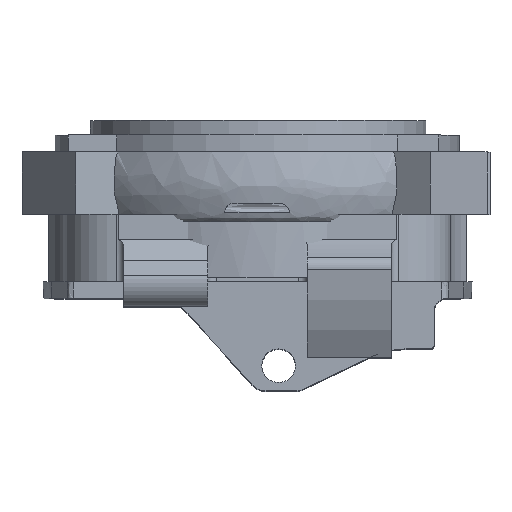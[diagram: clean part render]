
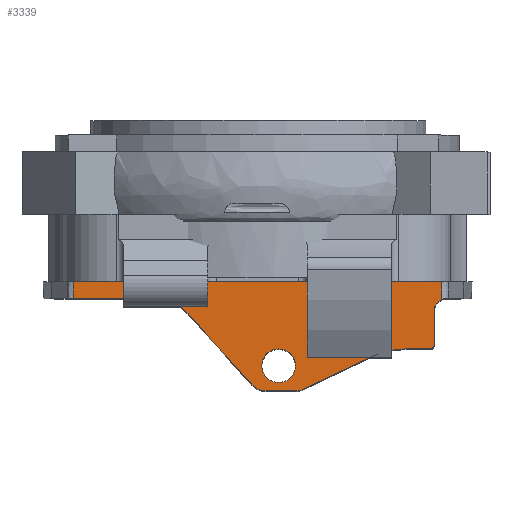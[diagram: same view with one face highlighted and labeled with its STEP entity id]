
A CAD part, top view. The second image highlights one B-rep face of the part: STEP entity #3339.
In plain terms, the highlighted planar face has unit normal (0, 0, 1).
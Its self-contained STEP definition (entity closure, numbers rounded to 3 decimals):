
#138=FACE_BOUND('',#372,.T.);
#185=FACE_OUTER_BOUND('',#371,.T.);
#371=EDGE_LOOP('',(#2399,#2400,#2401,#2402,#2403,#2404,#2405,#2406,#2407,
#2408,#2409,#2410,#2411,#2412,#2413));
#372=EDGE_LOOP('',(#2414));
#533=B_SPLINE_CURVE_WITH_KNOTS('',3,(#4972,#4973,#4974,#4975),
 .UNSPECIFIED.,.F.,.F.,(4,4),(-0.2,0.012),.UNSPECIFIED.);
#538=B_SPLINE_CURVE_WITH_KNOTS('',3,(#5093,#5094,#5095,#5096),
 .UNSPECIFIED.,.F.,.F.,(4,4),(-0.2,0.),.UNSPECIFIED.);
#608=CIRCLE('',#3544,5.5);
#609=CIRCLE('',#3547,2.25);
#610=CIRCLE('',#3550,2.25);
#611=CIRCLE('',#3553,9.5);
#612=CIRCLE('',#3556,0.5);
#613=CIRCLE('',#3558,1.5);
#614=CIRCLE('',#3561,2.);
#729=LINE('',#4893,#1026);
#743=LINE('',#5314,#1040);
#746=LINE('',#5322,#1043);
#749=LINE('',#5330,#1046);
#752=LINE('',#5338,#1049);
#755=LINE('',#5348,#1052);
#772=LINE('',#5397,#1069);
#1026=VECTOR('',#3872,10.);
#1040=VECTOR('',#3908,10.);
#1043=VECTOR('',#3917,10.);
#1046=VECTOR('',#3926,10.);
#1049=VECTOR('',#3935,10.);
#1052=VECTOR('',#3948,10.);
#1069=VECTOR('',#4007,10.);
#1338=VERTEX_POINT('',#4890);
#1339=VERTEX_POINT('',#4892);
#1346=VERTEX_POINT('',#4963);
#1347=VERTEX_POINT('',#4971);
#1351=VERTEX_POINT('',#5092);
#1374=VERTEX_POINT('',#5308);
#1375=VERTEX_POINT('',#5312);
#1376=VERTEX_POINT('',#5316);
#1377=VERTEX_POINT('',#5320);
#1378=VERTEX_POINT('',#5324);
#1379=VERTEX_POINT('',#5328);
#1380=VERTEX_POINT('',#5332);
#1381=VERTEX_POINT('',#5336);
#1382=VERTEX_POINT('',#5340);
#1383=VERTEX_POINT('',#5344);
#1384=VERTEX_POINT('',#5350);
#1686=EDGE_CURVE('',#1339,#1338,#729,.T.);
#1695=EDGE_CURVE('',#1346,#1347,#533,.T.);
#1704=EDGE_CURVE('',#1339,#1351,#538,.T.);
#1734=EDGE_CURVE('',#1338,#1374,#608,.T.);
#1736=EDGE_CURVE('',#1375,#1374,#743,.T.);
#1738=EDGE_CURVE('',#1375,#1376,#609,.T.);
#1740=EDGE_CURVE('',#1377,#1376,#746,.T.);
#1742=EDGE_CURVE('',#1377,#1378,#610,.T.);
#1744=EDGE_CURVE('',#1379,#1378,#749,.T.);
#1745=EDGE_CURVE('',#1379,#1380,#611,.T.);
#1748=EDGE_CURVE('',#1381,#1380,#752,.T.);
#1749=EDGE_CURVE('',#1381,#1382,#612,.T.);
#1751=EDGE_CURVE('',#1383,#1347,#613,.T.);
#1753=EDGE_CURVE('',#1382,#1383,#755,.T.);
#1755=EDGE_CURVE('',#1384,#1384,#614,.T.);
#1777=EDGE_CURVE('',#1346,#1351,#772,.T.);
#2399=ORIENTED_EDGE('',*,*,#1777,.T.);
#2400=ORIENTED_EDGE('',*,*,#1704,.F.);
#2401=ORIENTED_EDGE('',*,*,#1686,.T.);
#2402=ORIENTED_EDGE('',*,*,#1734,.T.);
#2403=ORIENTED_EDGE('',*,*,#1736,.F.);
#2404=ORIENTED_EDGE('',*,*,#1738,.T.);
#2405=ORIENTED_EDGE('',*,*,#1740,.F.);
#2406=ORIENTED_EDGE('',*,*,#1742,.T.);
#2407=ORIENTED_EDGE('',*,*,#1744,.F.);
#2408=ORIENTED_EDGE('',*,*,#1745,.T.);
#2409=ORIENTED_EDGE('',*,*,#1748,.F.);
#2410=ORIENTED_EDGE('',*,*,#1749,.T.);
#2411=ORIENTED_EDGE('',*,*,#1753,.T.);
#2412=ORIENTED_EDGE('',*,*,#1751,.T.);
#2413=ORIENTED_EDGE('',*,*,#1695,.F.);
#2414=ORIENTED_EDGE('',*,*,#1755,.T.);
#3216=PLANE('',#3581);
#3339=ADVANCED_FACE('',(#185,#138),#3216,.T.);
#3544=AXIS2_PLACEMENT_3D('',#5310,#3903,#3904);
#3547=AXIS2_PLACEMENT_3D('',#5318,#3912,#3913);
#3550=AXIS2_PLACEMENT_3D('',#5326,#3921,#3922);
#3553=AXIS2_PLACEMENT_3D('',#5333,#3929,#3930);
#3556=AXIS2_PLACEMENT_3D('',#5341,#3938,#3939);
#3558=AXIS2_PLACEMENT_3D('',#5345,#3943,#3944);
#3561=AXIS2_PLACEMENT_3D('',#5352,#3952,#3953);
#3581=AXIS2_PLACEMENT_3D('',#5398,#4008,#4009);
#3872=DIRECTION('',(1.,0.,0.));
#3903=DIRECTION('center_axis',(0.,0.,-1.));
#3904=DIRECTION('ref_axis',(0.407,0.914,0.));
#3908=DIRECTION('',(-0.669,0.743,0.));
#3912=DIRECTION('center_axis',(0.,0.,1.));
#3913=DIRECTION('ref_axis',(-0.407,-0.914,0.));
#3917=DIRECTION('',(-1.,0.,0.));
#3921=DIRECTION('center_axis',(0.,0.,1.));
#3922=DIRECTION('ref_axis',(0.22,-0.975,0.));
#3926=DIRECTION('',(-0.903,-0.43,0.));
#3929=DIRECTION('center_axis',(0.,0.,-1.));
#3930=DIRECTION('ref_axis',(-0.22,0.975,0.));
#3935=DIRECTION('',(-1.,0.,0.));
#3938=DIRECTION('center_axis',(0.,0.,1.));
#3939=DIRECTION('ref_axis',(0.707,-0.707,0.));
#3943=DIRECTION('center_axis',(0.,0.,-1.));
#3944=DIRECTION('ref_axis',(-0.707,0.707,0.));
#3948=DIRECTION('',(0.,1.,0.));
#3952=DIRECTION('center_axis',(0.,0.,-1.));
#3953=DIRECTION('ref_axis',(1.,0.,0.));
#4007=DIRECTION('',(-1.,0.,0.));
#4008=DIRECTION('center_axis',(0.,0.,1.));
#4009=DIRECTION('ref_axis',(1.,0.,0.));
#4890=CARTESIAN_POINT('',(-19.849,18.,47.));
#4892=CARTESIAN_POINT('',(-29.408,18.,47.));
#4893=CARTESIAN_POINT('',(-32.,18.,47.));
#4963=CARTESIAN_POINT('',(14.408,20.,47.));
#4971=CARTESIAN_POINT('',(14.408,17.878,47.));
#4972=CARTESIAN_POINT('Ctrl Pts',(14.408,20.,47.));
#4973=CARTESIAN_POINT('Ctrl Pts',(14.408,19.293,47.));
#4974=CARTESIAN_POINT('Ctrl Pts',(14.408,18.586,47.));
#4975=CARTESIAN_POINT('Ctrl Pts',(14.408,17.878,47.));
#5092=CARTESIAN_POINT('',(-29.408,20.,47.));
#5093=CARTESIAN_POINT('Ctrl Pts',(-29.408,18.,47.));
#5094=CARTESIAN_POINT('Ctrl Pts',(-29.408,18.667,47.));
#5095=CARTESIAN_POINT('Ctrl Pts',(-29.408,19.333,47.));
#5096=CARTESIAN_POINT('Ctrl Pts',(-29.408,20.,47.));
#5308=CARTESIAN_POINT('',(-15.761,16.179,47.));
#5310=CARTESIAN_POINT('Origin',(-19.849,12.5,47.));
#5312=CARTESIAN_POINT('',(-8.17,7.745,47.));
#5314=CARTESIAN_POINT('',(-7.5,7.,47.));
#5316=CARTESIAN_POINT('',(-6.498,7.,47.));
#5318=CARTESIAN_POINT('Origin',(-6.498,9.25,47.));
#5320=CARTESIAN_POINT('',(-3.008,7.,47.));
#5322=CARTESIAN_POINT('',(-5.,7.,47.));
#5324=CARTESIAN_POINT('',(-2.041,7.219,47.));
#5326=CARTESIAN_POINT('Origin',(-3.008,9.25,47.));
#5328=CARTESIAN_POINT('',(6.062,11.077,47.));
#5330=CARTESIAN_POINT('',(8.,12.,47.));
#5332=CARTESIAN_POINT('',(10.146,12.,47.));
#5333=CARTESIAN_POINT('Origin',(10.146,2.5,47.));
#5336=CARTESIAN_POINT('',(13.,12.,47.));
#5338=CARTESIAN_POINT('',(13.,12.,47.));
#5340=CARTESIAN_POINT('',(13.5,12.5,47.));
#5341=CARTESIAN_POINT('Origin',(13.,12.5,47.));
#5344=CARTESIAN_POINT('',(13.5,16.5,47.));
#5345=CARTESIAN_POINT('Origin',(15.,16.5,47.));
#5348=CARTESIAN_POINT('',(13.5,18.,47.));
#5350=CARTESIAN_POINT('',(-7.,10.,47.));
#5352=CARTESIAN_POINT('Origin',(-5.,10.,47.));
#5397=CARTESIAN_POINT('',(5.25,20.,47.));
#5398=CARTESIAN_POINT('Origin',(-7.,13.5,47.));
